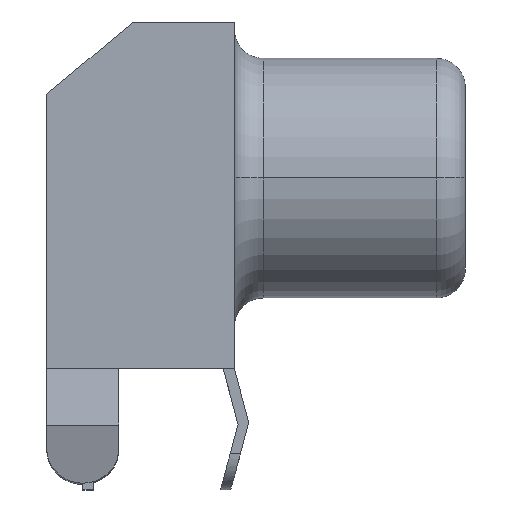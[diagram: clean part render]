
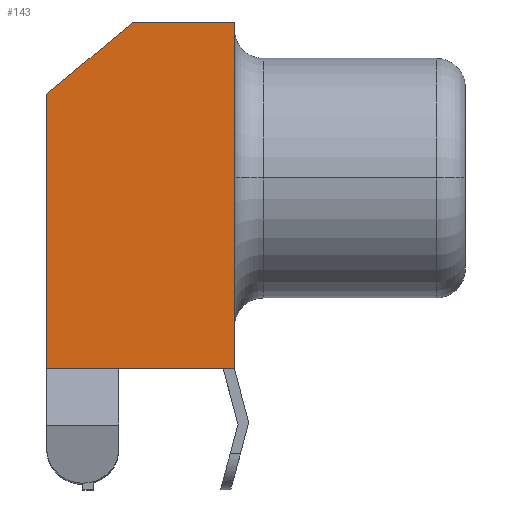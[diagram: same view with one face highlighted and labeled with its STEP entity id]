
A CAD part, top view. The second image highlights one B-rep face of the part: STEP entity #143.
In plain terms, the highlighted planar face has unit normal (0, 0, 1).
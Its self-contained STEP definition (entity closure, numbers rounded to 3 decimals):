
#143=ADVANCED_FACE('NONE',(#315),#316,.F.);
#315=FACE_OUTER_BOUND('',#514,.T.);
#316=PLANE('',#515);
#514=EDGE_LOOP('',(#881,#882,#883,#884,#885,#886));
#515=AXIS2_PLACEMENT_3D('',#887,#888,#889);
#881=ORIENTED_EDGE('',*,*,#1321,.T.);
#882=ORIENTED_EDGE('',*,*,#1323,.T.);
#883=ORIENTED_EDGE('',*,*,#1304,.T.);
#884=ORIENTED_EDGE('',*,*,#1279,.F.);
#885=ORIENTED_EDGE('',*,*,#1324,.F.);
#886=ORIENTED_EDGE('',*,*,#1272,.F.);
#887=CARTESIAN_POINT('',(6.5,5.4,5.3));
#888=DIRECTION('',(0.0,0.,-1.0));
#889=DIRECTION('',(-1.0,0.0,0.0));
#1272=EDGE_CURVE('NONE',#1546,#1547,#1548,.T.);
#1279=EDGE_CURVE('NONE',#1555,#1558,#1559,.T.);
#1304=EDGE_CURVE('NONE',#1595,#1558,#1600,.T.);
#1321=EDGE_CURVE('NONE',#1546,#1622,#1624,.T.);
#1323=EDGE_CURVE('NONE',#1622,#1595,#1626,.T.);
#1324=EDGE_CURVE('NONE',#1547,#1555,#1627,.T.);
#1546=VERTEX_POINT('NONE',#1931);
#1547=VERTEX_POINT('NONE',#1932);
#1548=LINE('',#1933,#1934);
#1555=VERTEX_POINT('NONE',#1944);
#1558=VERTEX_POINT('NONE',#1948);
#1559=LINE('',#1949,#1950);
#1595=VERTEX_POINT('NONE',#2002);
#1600=LINE('',#2010,#2011);
#1622=VERTEX_POINT('NONE',#2043);
#1624=LINE('',#2046,#2047);
#1626=LINE('',#2049,#2050);
#1627=LINE('',#2051,#2052);
#1931=CARTESIAN_POINT('',(6.5,5.4,5.3));
#1932=CARTESIAN_POINT('',(6.5,-6.6,5.3));
#1933=CARTESIAN_POINT('',(6.5,5.4,5.3));
#1934=VECTOR('',#2310,1000.0);
#1944=CARTESIAN_POINT('',(2.5,-6.6,5.3));
#1948=CARTESIAN_POINT('',(0.0,-6.6,5.3));
#1949=CARTESIAN_POINT('',(6.5,-6.6,5.3));
#1950=VECTOR('',#2318,1000.0);
#2002=CARTESIAN_POINT('',(0.0,2.9,5.3));
#2010=CARTESIAN_POINT('',(0.0,5.4,5.3));
#2011=VECTOR('',#2341,1000.0);
#2043=CARTESIAN_POINT('',(3.0,5.4,5.3));
#2046=CARTESIAN_POINT('',(6.5,5.4,5.3));
#2047=VECTOR('',#2356,1000.0);
#2049=CARTESIAN_POINT('',(5.066,7.121,5.3));
#2050=VECTOR('',#2357,1000.0);
#2051=CARTESIAN_POINT('',(6.5,-6.6,5.3));
#2052=VECTOR('',#2358,1000.0);
#2310=DIRECTION('',(0.0,-1.0,0.));
#2318=DIRECTION('',(-1.0,-0.0,-0.0));
#2341=DIRECTION('',(0.0,-1.0,0.));
#2356=DIRECTION('',(-1.0,-0.0,-0.0));
#2357=DIRECTION('',(-0.768,-0.64,0.));
#2358=DIRECTION('',(-1.0,-0.0,-0.0));
